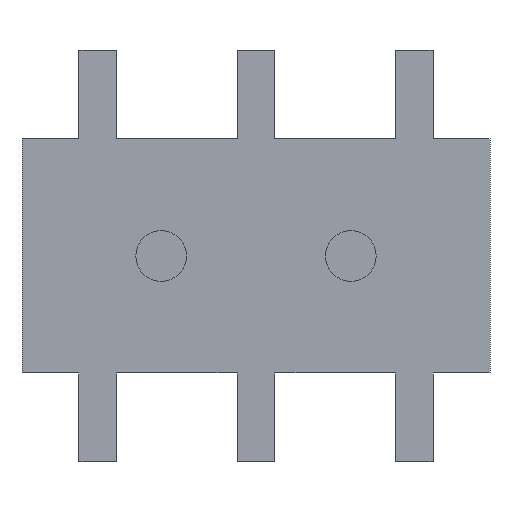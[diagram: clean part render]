
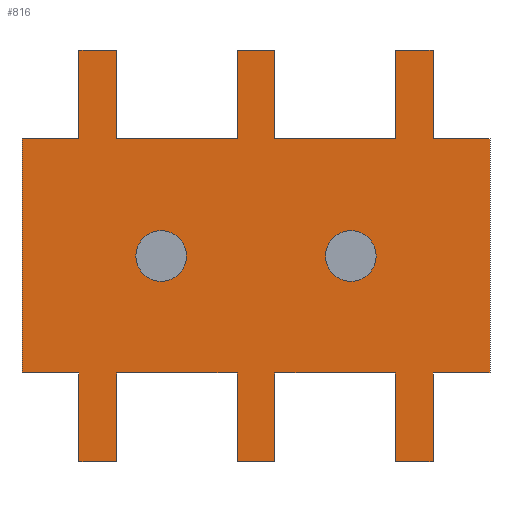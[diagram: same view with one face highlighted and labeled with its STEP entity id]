
A CAD part, front view. The second image highlights one B-rep face of the part: STEP entity #816.
In plain terms, the highlighted planar face has unit normal (0, -1, 0).
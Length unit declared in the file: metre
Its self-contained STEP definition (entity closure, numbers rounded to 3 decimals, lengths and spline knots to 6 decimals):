
#20=CIRCLE('',#904,0.0004);
#21=CIRCLE('',#905,0.0004);
#72=ORIENTED_EDGE('',*,*,#298,.T.);
#73=ORIENTED_EDGE('',*,*,#302,.T.);
#74=ORIENTED_EDGE('',*,*,#303,.F.);
#75=ORIENTED_EDGE('',*,*,#304,.F.);
#76=ORIENTED_EDGE('',*,*,#294,.T.);
#77=ORIENTED_EDGE('',*,*,#305,.T.);
#78=ORIENTED_EDGE('',*,*,#306,.T.);
#79=ORIENTED_EDGE('',*,*,#307,.F.);
#80=ORIENTED_EDGE('',*,*,#290,.T.);
#81=ORIENTED_EDGE('',*,*,#308,.T.);
#82=ORIENTED_EDGE('',*,*,#309,.T.);
#83=ORIENTED_EDGE('',*,*,#310,.F.);
#84=ORIENTED_EDGE('',*,*,#286,.T.);
#85=ORIENTED_EDGE('',*,*,#311,.T.);
#86=ORIENTED_EDGE('',*,*,#267,.F.);
#87=ORIENTED_EDGE('',*,*,#312,.T.);
#88=ORIENTED_EDGE('',*,*,#313,.F.);
#89=ORIENTED_EDGE('',*,*,#314,.F.);
#90=ORIENTED_EDGE('',*,*,#263,.F.);
#91=ORIENTED_EDGE('',*,*,#315,.T.);
#92=ORIENTED_EDGE('',*,*,#316,.F.);
#93=ORIENTED_EDGE('',*,*,#317,.F.);
#94=ORIENTED_EDGE('',*,*,#259,.F.);
#95=ORIENTED_EDGE('',*,*,#318,.T.);
#96=ORIENTED_EDGE('',*,*,#319,.T.);
#97=ORIENTED_EDGE('',*,*,#320,.F.);
#98=ORIENTED_EDGE('',*,*,#271,.F.);
#99=ORIENTED_EDGE('',*,*,#321,.F.);
#100=ORIENTED_EDGE('',*,*,#322,.T.);
#101=ORIENTED_EDGE('',*,*,#323,.F.);
#259=EDGE_CURVE('',#375,#376,#453,.T.);
#263=EDGE_CURVE('',#379,#380,#457,.T.);
#267=EDGE_CURVE('',#383,#384,#461,.T.);
#271=EDGE_CURVE('',#387,#373,#465,.T.);
#286=EDGE_CURVE('',#401,#400,#480,.T.);
#290=EDGE_CURVE('',#405,#404,#484,.T.);
#294=EDGE_CURVE('',#409,#408,#488,.T.);
#298=EDGE_CURVE('',#413,#412,#492,.T.);
#302=EDGE_CURVE('',#412,#416,#496,.T.);
#303=EDGE_CURVE('',#417,#416,#497,.T.);
#304=EDGE_CURVE('',#409,#417,#498,.T.);
#305=EDGE_CURVE('',#408,#418,#499,.T.);
#306=EDGE_CURVE('',#418,#419,#500,.T.);
#307=EDGE_CURVE('',#405,#419,#501,.T.);
#308=EDGE_CURVE('',#404,#420,#502,.T.);
#309=EDGE_CURVE('',#420,#421,#503,.T.);
#310=EDGE_CURVE('',#401,#421,#504,.T.);
#311=EDGE_CURVE('',#400,#384,#505,.T.);
#312=EDGE_CURVE('',#383,#422,#506,.T.);
#313=EDGE_CURVE('',#423,#422,#507,.T.);
#314=EDGE_CURVE('',#380,#423,#508,.T.);
#315=EDGE_CURVE('',#379,#424,#509,.T.);
#316=EDGE_CURVE('',#425,#424,#510,.T.);
#317=EDGE_CURVE('',#376,#425,#511,.T.);
#318=EDGE_CURVE('',#375,#426,#512,.T.);
#319=EDGE_CURVE('',#426,#427,#513,.T.);
#320=EDGE_CURVE('',#373,#427,#514,.T.);
#321=EDGE_CURVE('',#413,#387,#515,.T.);
#322=EDGE_CURVE('',#428,#428,#20,.T.);
#323=EDGE_CURVE('',#429,#429,#21,.T.);
#373=VERTEX_POINT('',#1161);
#375=VERTEX_POINT('',#1165);
#376=VERTEX_POINT('',#1167);
#379=VERTEX_POINT('',#1173);
#380=VERTEX_POINT('',#1175);
#383=VERTEX_POINT('',#1181);
#384=VERTEX_POINT('',#1183);
#387=VERTEX_POINT('',#1189);
#400=VERTEX_POINT('',#1220);
#401=VERTEX_POINT('',#1222);
#404=VERTEX_POINT('',#1228);
#405=VERTEX_POINT('',#1230);
#408=VERTEX_POINT('',#1236);
#409=VERTEX_POINT('',#1238);
#412=VERTEX_POINT('',#1244);
#413=VERTEX_POINT('',#1246);
#416=VERTEX_POINT('',#1254);
#417=VERTEX_POINT('',#1256);
#418=VERTEX_POINT('',#1259);
#419=VERTEX_POINT('',#1261);
#420=VERTEX_POINT('',#1264);
#421=VERTEX_POINT('',#1266);
#422=VERTEX_POINT('',#1270);
#423=VERTEX_POINT('',#1272);
#424=VERTEX_POINT('',#1275);
#425=VERTEX_POINT('',#1277);
#426=VERTEX_POINT('',#1280);
#427=VERTEX_POINT('',#1282);
#428=VERTEX_POINT('',#1286);
#429=VERTEX_POINT('',#1288);
#453=LINE('',#1166,#565);
#457=LINE('',#1174,#569);
#461=LINE('',#1182,#573);
#465=LINE('',#1190,#577);
#480=LINE('',#1221,#592);
#484=LINE('',#1229,#596);
#488=LINE('',#1237,#600);
#492=LINE('',#1245,#604);
#496=LINE('',#1253,#608);
#497=LINE('',#1255,#609);
#498=LINE('',#1257,#610);
#499=LINE('',#1258,#611);
#500=LINE('',#1260,#612);
#501=LINE('',#1262,#613);
#502=LINE('',#1263,#614);
#503=LINE('',#1265,#615);
#504=LINE('',#1267,#616);
#505=LINE('',#1268,#617);
#506=LINE('',#1269,#618);
#507=LINE('',#1271,#619);
#508=LINE('',#1273,#620);
#509=LINE('',#1274,#621);
#510=LINE('',#1276,#622);
#511=LINE('',#1278,#623);
#512=LINE('',#1279,#624);
#513=LINE('',#1281,#625);
#514=LINE('',#1283,#626);
#515=LINE('',#1284,#627);
#565=VECTOR('',#954,1.);
#569=VECTOR('',#958,1.);
#573=VECTOR('',#962,1.);
#577=VECTOR('',#966,1.);
#592=VECTOR('',#987,1.);
#596=VECTOR('',#991,1.);
#600=VECTOR('',#995,1.);
#604=VECTOR('',#999,1.);
#608=VECTOR('',#1005,1.);
#609=VECTOR('',#1006,1.);
#610=VECTOR('',#1007,1.);
#611=VECTOR('',#1008,1.);
#612=VECTOR('',#1009,1.);
#613=VECTOR('',#1010,1.);
#614=VECTOR('',#1011,1.);
#615=VECTOR('',#1012,1.);
#616=VECTOR('',#1013,1.);
#617=VECTOR('',#1014,1.);
#618=VECTOR('',#1015,1.);
#619=VECTOR('',#1016,1.);
#620=VECTOR('',#1017,1.);
#621=VECTOR('',#1018,1.);
#622=VECTOR('',#1019,1.);
#623=VECTOR('',#1020,1.);
#624=VECTOR('',#1021,1.);
#625=VECTOR('',#1022,1.);
#626=VECTOR('',#1023,1.);
#627=VECTOR('',#1024,1.);
#678=EDGE_LOOP('',(#72,#73,#74,#75,#76,#77,#78,#79,#80,#81,#82,#83,#84,
#85,#86,#87,#88,#89,#90,#91,#92,#93,#94,#95,#96,#97,#98,#99));
#679=EDGE_LOOP('',(#100));
#680=EDGE_LOOP('',(#101));
#726=FACE_BOUND('',#678,.T.);
#727=FACE_BOUND('',#679,.T.);
#728=FACE_BOUND('',#680,.T.);
#774=PLANE('',#903);
#816=ADVANCED_FACE('',(#726,#727,#728),#774,.F.);
#903=AXIS2_PLACEMENT_3D('',#1252,#1003,#1004);
#904=AXIS2_PLACEMENT_3D('',#1285,#1025,#1026);
#905=AXIS2_PLACEMENT_3D('',#1287,#1027,#1028);
#954=DIRECTION('',(-1.,0.,0.));
#958=DIRECTION('',(-1.,0.,0.));
#962=DIRECTION('',(-1.,0.,0.));
#966=DIRECTION('',(-1.,0.,0.));
#987=DIRECTION('',(-1.,0.,0.));
#991=DIRECTION('',(-1.,0.,0.));
#995=DIRECTION('',(-1.,0.,0.));
#999=DIRECTION('',(-1.,0.,0.));
#1003=DIRECTION('',(0.,1.,0.));
#1004=DIRECTION('',(1.,0.,0.));
#1005=DIRECTION('',(0.,0.,1.));
#1006=DIRECTION('',(1.,0.,0.));
#1007=DIRECTION('',(0.,0.,1.));
#1008=DIRECTION('',(0.,0.,1.));
#1009=DIRECTION('',(-1.,0.,0.));
#1010=DIRECTION('',(0.,0.,1.));
#1011=DIRECTION('',(0.,0.,1.));
#1012=DIRECTION('',(-1.,0.,0.));
#1013=DIRECTION('',(0.,0.,1.));
#1014=DIRECTION('',(0.,0.,-1.));
#1015=DIRECTION('',(0.,0.,-1.));
#1016=DIRECTION('',(-1.,0.,0.));
#1017=DIRECTION('',(0.,0.,-1.));
#1018=DIRECTION('',(0.,0.,-1.));
#1019=DIRECTION('',(-1.,0.,0.));
#1020=DIRECTION('',(0.,0.,-1.));
#1021=DIRECTION('',(0.,0.,-1.));
#1022=DIRECTION('',(1.,0.,0.));
#1023=DIRECTION('',(0.,0.,-1.));
#1024=DIRECTION('',(0.,0.,-1.));
#1025=DIRECTION('',(0.,1.,0.));
#1026=DIRECTION('',(1.,0.,0.));
#1027=DIRECTION('',(0.,-1.,0.));
#1028=DIRECTION('',(1.,0.,0.));
#1161=CARTESIAN_POINT('',(0.0028,0.,-0.00185));
#1165=CARTESIAN_POINT('',(0.0022,0.,-0.00185));
#1166=CARTESIAN_POINT('',(0.00325,0.,-0.00185));
#1167=CARTESIAN_POINT('',(0.0003,0.,-0.00185));
#1173=CARTESIAN_POINT('',(-0.0003,0.,-0.00185));
#1174=CARTESIAN_POINT('',(0.00325,0.,-0.00185));
#1175=CARTESIAN_POINT('',(-0.0022,0.,-0.00185));
#1181=CARTESIAN_POINT('',(-0.0028,0.,-0.00185));
#1182=CARTESIAN_POINT('',(0.00325,0.,-0.00185));
#1183=CARTESIAN_POINT('',(-0.0037,0.,-0.00185));
#1189=CARTESIAN_POINT('',(0.0037,0.,-0.00185));
#1190=CARTESIAN_POINT('',(0.00325,0.,-0.00185));
#1220=CARTESIAN_POINT('',(-0.0037,0.,0.00185));
#1221=CARTESIAN_POINT('',(0.00015,0.,0.00185));
#1222=CARTESIAN_POINT('',(-0.0028,0.,0.00185));
#1228=CARTESIAN_POINT('',(-0.0022,0.,0.00185));
#1229=CARTESIAN_POINT('',(0.00015,0.,0.00185));
#1230=CARTESIAN_POINT('',(-0.0003,0.,0.00185));
#1236=CARTESIAN_POINT('',(0.0003,0.,0.00185));
#1237=CARTESIAN_POINT('',(0.00015,0.,0.00185));
#1238=CARTESIAN_POINT('',(0.0022,0.,0.00185));
#1244=CARTESIAN_POINT('',(0.0028,0.,0.00185));
#1245=CARTESIAN_POINT('',(0.00015,0.,0.00185));
#1246=CARTESIAN_POINT('',(0.0037,0.,0.00185));
#1252=CARTESIAN_POINT('',(0.,0.,0.));
#1253=CARTESIAN_POINT('',(0.0028,0.,0.00255));
#1254=CARTESIAN_POINT('',(0.0028,0.,0.00325));
#1255=CARTESIAN_POINT('',(0.0025,0.,0.00325));
#1256=CARTESIAN_POINT('',(0.0022,0.,0.00325));
#1257=CARTESIAN_POINT('',(0.0022,0.,0.00255));
#1258=CARTESIAN_POINT('',(0.0003,0.,0.00255));
#1259=CARTESIAN_POINT('',(0.0003,0.,0.00325));
#1260=CARTESIAN_POINT('',(0.,0.,0.00325));
#1261=CARTESIAN_POINT('',(-0.0003,0.,0.00325));
#1262=CARTESIAN_POINT('',(-0.0003,0.,0.00255));
#1263=CARTESIAN_POINT('',(-0.0022,0.,0.00255));
#1264=CARTESIAN_POINT('',(-0.0022,0.,0.00325));
#1265=CARTESIAN_POINT('',(-0.0025,0.,0.00325));
#1266=CARTESIAN_POINT('',(-0.0028,0.,0.00325));
#1267=CARTESIAN_POINT('',(-0.0028,0.,0.00255));
#1268=CARTESIAN_POINT('',(-0.0037,0.,0.));
#1269=CARTESIAN_POINT('',(-0.0028,0.,-0.00255));
#1270=CARTESIAN_POINT('',(-0.0028,0.,-0.00325));
#1271=CARTESIAN_POINT('',(-0.0025,0.,-0.00325));
#1272=CARTESIAN_POINT('',(-0.0022,0.,-0.00325));
#1273=CARTESIAN_POINT('',(-0.0022,0.,-0.00255));
#1274=CARTESIAN_POINT('',(-0.0003,0.,-0.00255));
#1275=CARTESIAN_POINT('',(-0.0003,0.,-0.00325));
#1276=CARTESIAN_POINT('',(0.,0.,-0.00325));
#1277=CARTESIAN_POINT('',(0.0003,0.,-0.00325));
#1278=CARTESIAN_POINT('',(0.0003,0.,-0.00255));
#1279=CARTESIAN_POINT('',(0.0022,0.,-0.00255));
#1280=CARTESIAN_POINT('',(0.0022,0.,-0.00325));
#1281=CARTESIAN_POINT('',(0.0025,0.,-0.00325));
#1282=CARTESIAN_POINT('',(0.0028,0.,-0.00325));
#1283=CARTESIAN_POINT('',(0.0028,0.,-0.00255));
#1284=CARTESIAN_POINT('',(0.0037,0.,0.));
#1285=CARTESIAN_POINT('',(-0.0015,0.,0.));
#1286=CARTESIAN_POINT('',(-0.0011,0.,0.));
#1287=CARTESIAN_POINT('',(0.0015,0.,0.));
#1288=CARTESIAN_POINT('',(0.0019,0.,0.));
